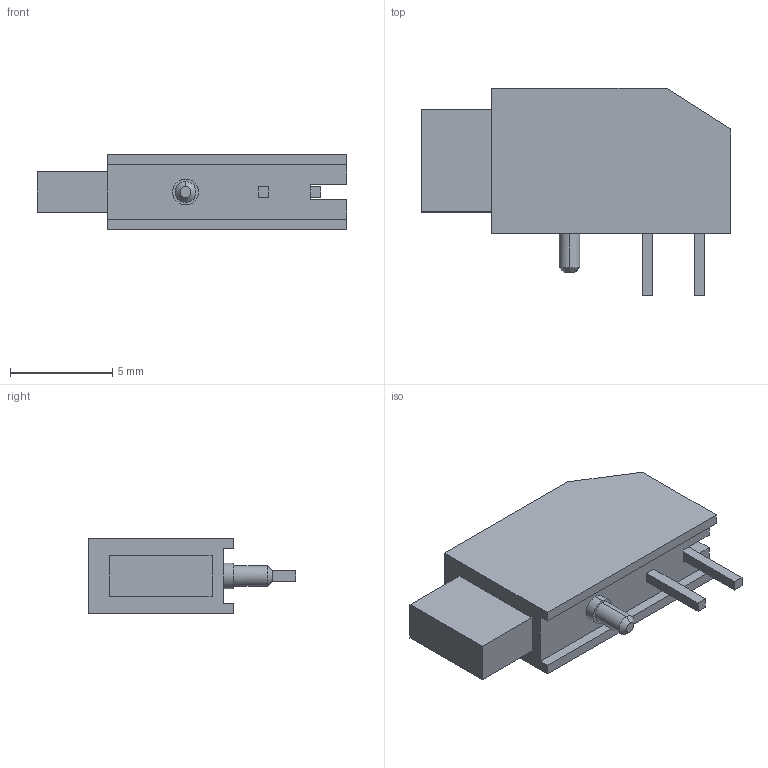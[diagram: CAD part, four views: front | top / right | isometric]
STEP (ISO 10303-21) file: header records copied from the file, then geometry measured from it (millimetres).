
FILE_DESCRIPTION (( 'STEP AP214' ), '1' );
FILE_NAME ('WP113WH-1.STEP', '2016-04-18T20:32:30', ( 'admin' ), ( '' ), 'SwSTEP 2.0', 'SolidWorks 2012', '' );
FILE_SCHEMA (( 'AUTOMOTIVE_DESIGN' ));
Length unit declared in the file: millimetre
Products named in the file (1): WP113WH-1
Bounding box: 15.11 x 10.15 x 3.68 mm (x, y, z)
Volume: 310.9 mm3; surface area: 393 mm2
Topology: 1 solids, 1 shells, 39 faces, 95 edges, 62 vertices
Faces by surface type: plane 33, cylinder 4, cone 2
Entity records: 1161 total; most frequent: CARTESIAN_POINT 205, ORIENTED_EDGE 190, DIRECTION 181, EDGE_CURVE 95, VECTOR 85, LINE 85, VERTEX_POINT 62, AXIS2_PLACEMENT_3D 48
